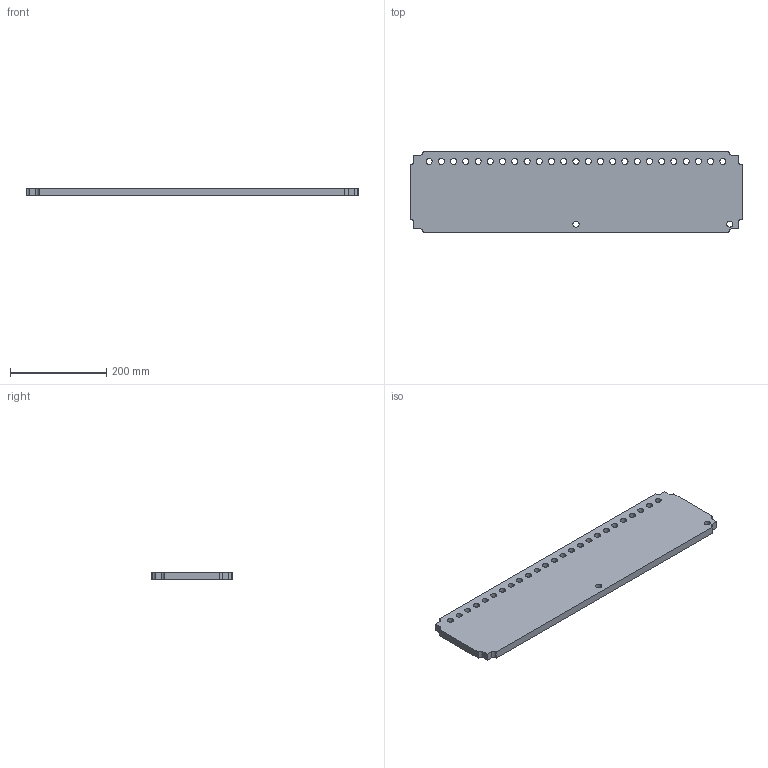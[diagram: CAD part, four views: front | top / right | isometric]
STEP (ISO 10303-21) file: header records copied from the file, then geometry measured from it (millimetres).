
FILE_DESCRIPTION (( 'STEP AP214' ), '1' );
FILE_NAME ('LED Panel.STEP', '2020-02-13T22:56:53', ( '' ), ( '' ), 'SwSTEP 2.0', 'SolidWorks 2019', '' );
FILE_SCHEMA (( 'AUTOMOTIVE_DESIGN' ));
Length unit declared in the file: inch
Products named in the file (1): LED Panel
Bounding box: 688.98 x 168.28 x 15.88 mm (x, y, z)
Volume: 1764101.9 mm3; surface area: 266222 mm2
Topology: 1 solids, 1 shells, 84 faces, 246 edges, 164 vertices
Faces by surface type: cylinder 62, plane 22
Entity records: 3002 total; most frequent: DIRECTION 540, CARTESIAN_POINT 495, ORIENTED_EDGE 492, EDGE_CURVE 246, AXIS2_PLACEMENT_3D 209, VERTEX_POINT 164, EDGE_LOOP 138, CIRCLE 124
